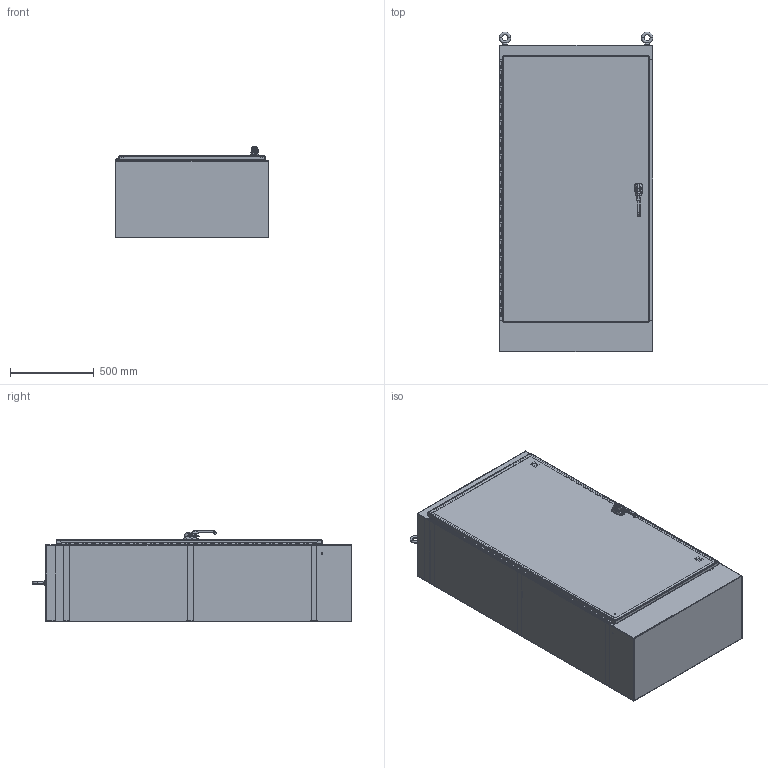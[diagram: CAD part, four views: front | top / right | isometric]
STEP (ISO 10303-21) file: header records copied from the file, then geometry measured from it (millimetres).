
FILE_DESCRIPTION (( 'STEP AP214' ), '1' );
FILE_NAME ('WA723618SSFSN43PT.STEP', '2016-02-15T21:42:54', ( '' ), ( '' ), 'SwSTEP 2.0', 'SolidWorks 2014', '' );
FILE_SCHEMA (( 'AUTOMOTIVE_DESIGN' ));
Length unit declared in the file: inch
Products named in the file (52): 328131-60; 1091-903_AF0; 328131P-60; 1091-903_AF0_2; 328131L-60; 1091-903_AF0_1; 328131T-60; HFW32451; HFW369101; WA7236SSFSN43PT-DR; SPACER; HFW31235; FUN00132_17.75(_DQ); 1225-05; HFW31234; FUN00132_16.75(_DQ); 1000-02; SS_LARGE_DOOR_ROD_ASSM-37029; 38846; 1000-277-01; 3862; WA18SSFSN43PT-EBA; DIN985_M10; 31230; 316298; D125B_10_5; HFW3762; HFW3026; 1091-76; 30254; 349131; 2100-11; 37029; WA3618SSFSN43PT-BTM; DIN3771_16X2_5; HFW31712; WA3618SSFSN43PT-TOP; 1091-75; 1091-BR11_AF0; WA723618SSFSN43PT-BLS ...
Assembly tree (73 placements, depth 5):
  WA723618SSFSN43PT
    WA7218SSFSN43PT-RS
    WA723618SSFSN43PT-BLS
    WA3618SSFSN43PT-TOP
    WA3618SSFSN43PT-BTM
    349131  x2
    HFW3026  x2
    316298  x2
    WA18SSFSN43PT-EBA  x2
    38846  x2
    FUN00132_16.75(_DQ)
    FUN00132_17.75(_DQ)  x5
    WA7236SSFSN43PT-DR
    328131-60
      328131T-60
      328131L-60
      328131P-60
    WA7236SSFSN43PT-FIP
    HFW32451
      1091-73
      1091-B11_ASM
        1091-74-03
        1091-74-01
      1091-75
      DIN3771_16X2_5
      2100-11
      1091-76
      D125B_10_5
      DIN985_M10
      1000-277-01  x2
      1000-02
      1225-05
      SPACER
    SS_LARGE_DOOR_ROD_ASSM-37029
      HFW31712
        1091-903_AF0
          1091-903_AF0_1
          1091-903_AF0_2
        PLASTIC-ROLLER-CAM_AF0_ASM
          PLASTIC-ROLLER-CAM_AF1
          7379-M6-8X25_AF0
          LOCK-NUT_AF0
        SUPPORT-ROLL_AF0
        1091-BR11_AF0
      37029  x2
      30254  x2
      HFW3762  x4
      31230  x2
      3862  x2
    HFW31234  x2
    HFW31235  x2
    HFW369101  x4
Bounding box: 917.58 x 1911.29 x 545.48 mm (x, y, z)
Volume: 16969366.2 mm3; surface area: 13826881.3 mm2
Topology: 65 solids, 66 shells, 3473 faces, 8749 edges, 5247 vertices
Faces by surface type: cylinder 1309, plane 1224, torus 413, bspline 232, cone 196, sphere 99
Entity records: 145615 total; most frequent: CARTESIAN_POINT 42344, DIRECTION 14118, ORIENTED_EDGE 13506, EDGE_CURVE 6813, AXIS2_PLACEMENT_3D 5339, VERTEX_POINT 4147, LINE 3440, VECTOR 3440
